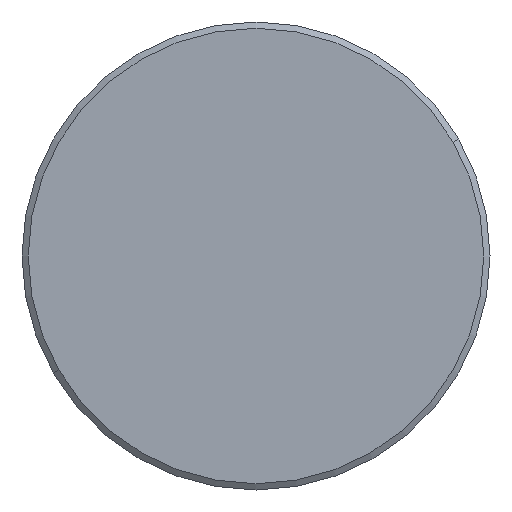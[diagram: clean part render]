
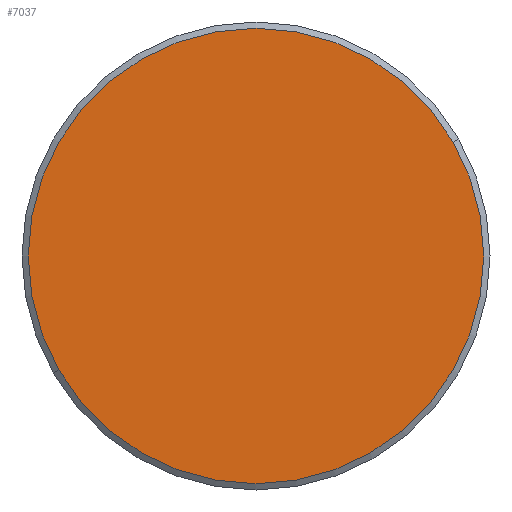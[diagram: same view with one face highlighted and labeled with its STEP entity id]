
A CAD part, front view. The second image highlights one B-rep face of the part: STEP entity #7037.
In plain terms, the highlighted planar face has unit normal (0, -1, 0).
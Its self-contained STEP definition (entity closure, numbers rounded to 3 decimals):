
#167 = DIRECTION ( 'NONE',  ( 0., -1., 0. ) ) ;
#2205 = CIRCLE ( 'NONE', #34064, 106.84 ) ;
#4318 = FACE_OUTER_BOUND ( 'NONE', #19761, .T. ) ;
#4426 = CARTESIAN_POINT ( 'NONE',  ( 0., -182., 0. ) ) ;
#4448 = CIRCLE ( 'NONE', #11805, 106.84 ) ;
#7037 = ADVANCED_FACE ( 'Defeatured_0_5', ( #4318 ), #15406, .T. ) ;
#7976 = ORIENTED_EDGE ( 'NONE', *, *, #20219, .T. ) ;
#8480 = DIRECTION ( 'NONE',  ( 0., 0., -1. ) ) ;
#9517 = VERTEX_POINT ( 'NONE', #13638 ) ;
#10142 = CARTESIAN_POINT ( 'NONE',  ( 0., -182., 0. ) ) ;
#11805 = AXIS2_PLACEMENT_3D ( 'NONE', #4426, #18039, #32246 ) ;
#13638 = CARTESIAN_POINT ( 'NONE',  ( -92.526, -182., -53.42 ) ) ;
#15406 = PLANE ( 'NONE',  #42511 ) ;
#17443 = VERTEX_POINT ( 'NONE', #34504 ) ;
#18039 = DIRECTION ( 'NONE',  ( 0., -1., 0. ) ) ;
#19761 = EDGE_LOOP ( 'NONE', ( #35881, #7976 ) ) ;
#20219 = EDGE_CURVE ( 'Defeatured_0_5+Defeatured_0_10+Defeatured_0_10+Defeatured_0_10', #17443, #9517, #2205, .T. ) ;
#23826 = EDGE_CURVE ( 'Defeatured_0_5+Defeatured_0_10+Defeatured_0_10+Defeatured_0_10', #9517, #17443, #4448, .T. ) ;
#29122 = DIRECTION ( 'NONE',  ( 0., -1., 0. ) ) ;
#32246 = DIRECTION ( 'NONE',  ( 0., 0., -1. ) ) ;
#34064 = AXIS2_PLACEMENT_3D ( 'NONE', #10142, #167, #42410 ) ;
#34504 = CARTESIAN_POINT ( 'NONE',  ( 92.526, -182., 53.42 ) ) ;
#35881 = ORIENTED_EDGE ( 'NONE', *, *, #23826, .T. ) ;
#39574 = CARTESIAN_POINT ( 'NONE',  ( 0., -182., 0. ) ) ;
#42410 = DIRECTION ( 'NONE',  ( 0., 0., -1. ) ) ;
#42511 = AXIS2_PLACEMENT_3D ( 'NONE', #39574, #29122, #8480 ) ;
